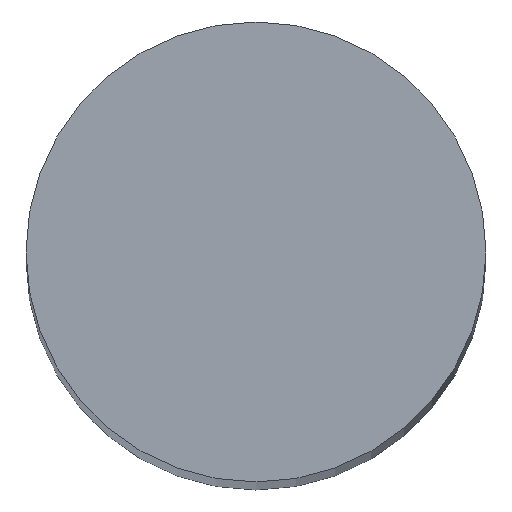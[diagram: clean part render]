
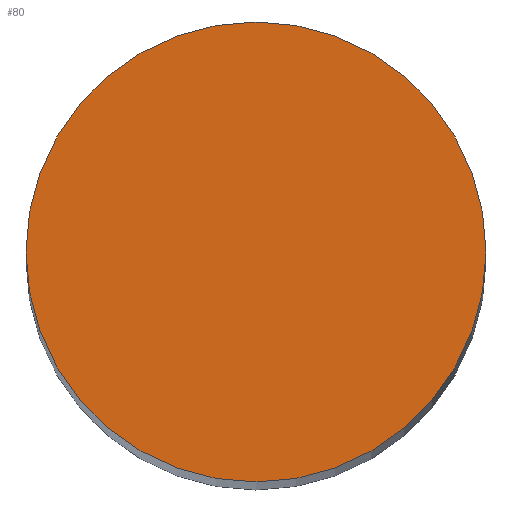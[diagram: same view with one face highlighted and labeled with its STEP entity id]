
A CAD part, top view. The second image highlights one B-rep face of the part: STEP entity #80.
In plain terms, the highlighted planar face has unit normal (0, 0, 1).
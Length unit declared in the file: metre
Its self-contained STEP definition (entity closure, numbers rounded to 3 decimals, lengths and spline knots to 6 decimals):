
#80 = ADVANCED_FACE( '', ( #100 ), #101, .T. );
#100 = FACE_OUTER_BOUND( '', #125, .T. );
#101 = PLANE( '', #126 );
#125 = EDGE_LOOP( '', ( #160 ) );
#126 = AXIS2_PLACEMENT_3D( '', #161, #162, #163 );
#160 = ORIENTED_EDGE( '', *, *, #183, .T. );
#161 = CARTESIAN_POINT( '', ( 0., 0., 0.3 ) );
#162 = DIRECTION( '', ( 0., 0., 1. ) );
#163 = DIRECTION( '', ( 1., 0., 0. ) );
#183 = EDGE_CURVE( '', #196, #196, #197, .T. );
#196 = VERTEX_POINT( '', #212 );
#197 = CIRCLE( '', #213, 0.015 );
#212 = CARTESIAN_POINT( '', ( 0.015, 0., 0.3 ) );
#213 = AXIS2_PLACEMENT_3D( '', #233, #234, #235 );
#233 = CARTESIAN_POINT( '', ( 0., 0., 0.3 ) );
#234 = DIRECTION( '', ( 0., 0., 1. ) );
#235 = DIRECTION( '', ( 1., 0., 0. ) );
